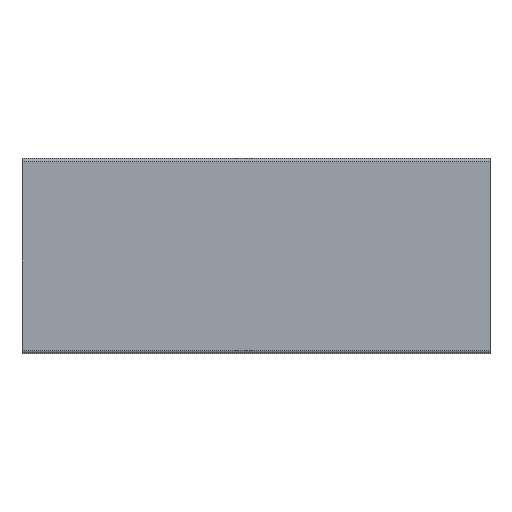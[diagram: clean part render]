
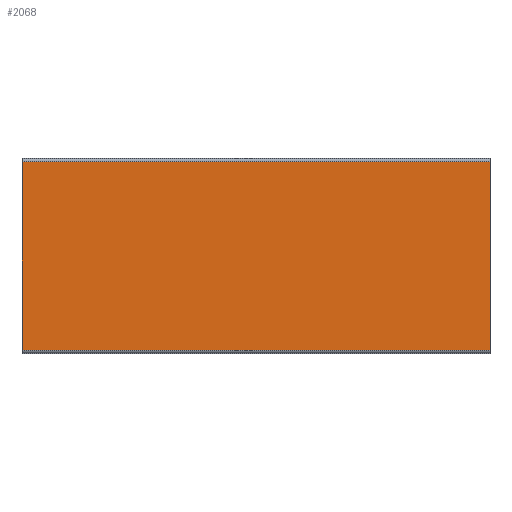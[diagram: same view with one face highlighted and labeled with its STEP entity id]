
A CAD part, top view. The second image highlights one B-rep face of the part: STEP entity #2068.
In plain terms, the highlighted planar face has unit normal (0, 0, 1).
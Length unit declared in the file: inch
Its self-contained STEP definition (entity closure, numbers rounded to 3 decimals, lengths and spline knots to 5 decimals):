
#50 = VECTOR ( 'NONE', #1870, 39.37008 ) ;
#236 = VERTEX_POINT ( 'NONE', #2048 ) ;
#306 = CARTESIAN_POINT ( 'NONE',  ( 12., -4.844, 3. ) ) ;
#441 = DIRECTION ( 'NONE',  ( 0., 0., -1. ) ) ;
#599 = AXIS2_PLACEMENT_3D ( 'NONE', #1359, #441, #1695 ) ;
#681 = VERTEX_POINT ( 'NONE', #1715 ) ;
#720 = ORIENTED_EDGE ( 'NONE', *, *, #989, .F. ) ;
#853 = CARTESIAN_POINT ( 'NONE',  ( 12., 4.844, 3. ) ) ;
#922 = DIRECTION ( 'NONE',  ( 0., -1., 0. ) ) ;
#958 = EDGE_CURVE ( 'NONE', #681, #236, #1412, .T. ) ;
#989 = EDGE_CURVE ( 'NONE', #1033, #1254, #1400, .T. ) ;
#998 = LINE ( 'NONE', #306, #50 ) ;
#1033 = VERTEX_POINT ( 'NONE', #2185 ) ;
#1066 = ORIENTED_EDGE ( 'NONE', *, *, #958, .T. ) ;
#1166 = PLANE ( 'NONE',  #599 ) ;
#1183 = ORIENTED_EDGE ( 'NONE', *, *, #1791, .F. ) ;
#1237 = CARTESIAN_POINT ( 'NONE',  ( 12., -4.844, 3. ) ) ;
#1238 = VECTOR ( 'NONE', #922, 39.37008 ) ;
#1254 = VERTEX_POINT ( 'NONE', #1363 ) ;
#1359 = CARTESIAN_POINT ( 'NONE',  ( 12., -4.844, 3. ) ) ;
#1363 = CARTESIAN_POINT ( 'NONE',  ( -12., -4.844, 3. ) ) ;
#1400 = LINE ( 'NONE', #1237, #1407 ) ;
#1407 = VECTOR ( 'NONE', #2083, 39.37008 ) ;
#1412 = LINE ( 'NONE', #853, #2303 ) ;
#1443 = ORIENTED_EDGE ( 'NONE', *, *, #1701, .T. ) ;
#1577 = DIRECTION ( 'NONE',  ( -1., 0., 0. ) ) ;
#1695 = DIRECTION ( 'NONE',  ( -1., 0., 0. ) ) ;
#1701 = EDGE_CURVE ( 'NONE', #236, #1254, #1987, .T. ) ;
#1715 = CARTESIAN_POINT ( 'NONE',  ( 12., 4.844, 3. ) ) ;
#1791 = EDGE_CURVE ( 'NONE', #681, #1033, #998, .T. ) ;
#1808 = CARTESIAN_POINT ( 'NONE',  ( -12., -4.844, 3. ) ) ;
#1870 = DIRECTION ( 'NONE',  ( 0., -1., 0. ) ) ;
#1987 = LINE ( 'NONE', #1808, #1238 ) ;
#2048 = CARTESIAN_POINT ( 'NONE',  ( -12., 4.844, 3. ) ) ;
#2068 = ADVANCED_FACE ( 'NONE', ( #2248 ), #1166, .F. ) ;
#2083 = DIRECTION ( 'NONE',  ( -1., 0., 0. ) ) ;
#2117 = EDGE_LOOP ( 'NONE', ( #1443, #720, #1183, #1066 ) ) ;
#2185 = CARTESIAN_POINT ( 'NONE',  ( 12., -4.844, 3. ) ) ;
#2248 = FACE_OUTER_BOUND ( 'NONE', #2117, .T. ) ;
#2303 = VECTOR ( 'NONE', #1577, 39.37008 ) ;
